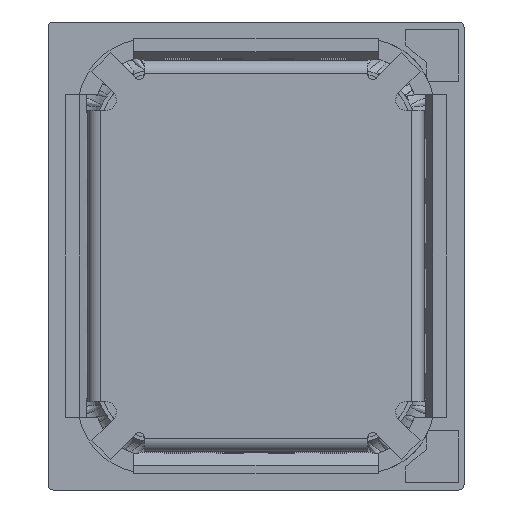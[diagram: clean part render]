
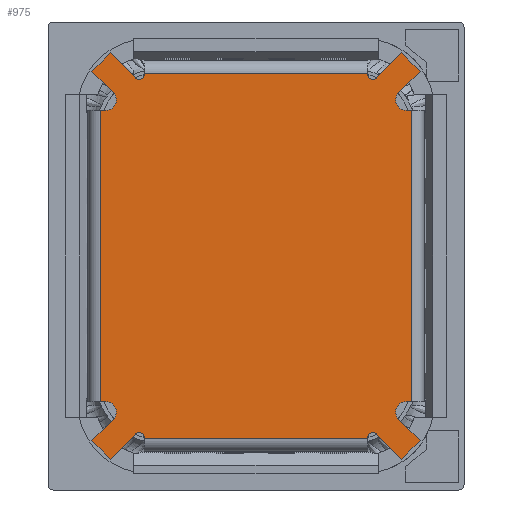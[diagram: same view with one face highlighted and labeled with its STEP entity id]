
A CAD part, front view. The second image highlights one B-rep face of the part: STEP entity #975.
In plain terms, the highlighted planar face has unit normal (0, -1, 0).
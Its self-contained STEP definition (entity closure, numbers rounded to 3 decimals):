
#975=ADVANCED_FACE('',(#1626),#1361,.F.);
#1361=PLANE('',#9316);
#1626=FACE_OUTER_BOUND('',#2036,.T.);
#2036=EDGE_LOOP('',(#3777,#3778,#3779,#3780,#3781,#3782,#3783,#3784,#3785,
#3786,#3787,#3788,#3789,#3790,#3791,#3792,#3793,#3794,#3795,#3796,#3797,
#3798,#3799,#3800,#3801,#3802,#3803,#3804,#3805,#3806,#3807,#3808));
#2462=CIRCLE('',#9308,0.2);
#2463=CIRCLE('',#9309,0.2);
#2464=CIRCLE('',#9310,0.4);
#2465=CIRCLE('',#9311,0.4);
#2466=CIRCLE('',#9312,0.2);
#2467=CIRCLE('',#9313,0.2);
#2468=CIRCLE('',#9314,0.4);
#2469=CIRCLE('',#9315,0.4);
#3777=ORIENTED_EDGE('',*,*,#6903,.F.);
#3778=ORIENTED_EDGE('',*,*,#6904,.F.);
#3779=ORIENTED_EDGE('',*,*,#6905,.F.);
#3780=ORIENTED_EDGE('',*,*,#6906,.T.);
#3781=ORIENTED_EDGE('',*,*,#6278,.F.);
#3782=ORIENTED_EDGE('',*,*,#6907,.T.);
#3783=ORIENTED_EDGE('',*,*,#6284,.F.);
#3784=ORIENTED_EDGE('',*,*,#6908,.T.);
#3785=ORIENTED_EDGE('',*,*,#6909,.F.);
#3786=ORIENTED_EDGE('',*,*,#6910,.F.);
#3787=ORIENTED_EDGE('',*,*,#6911,.F.);
#3788=ORIENTED_EDGE('',*,*,#6912,.T.);
#3789=ORIENTED_EDGE('',*,*,#6913,.F.);
#3790=ORIENTED_EDGE('',*,*,#6914,.T.);
#3791=ORIENTED_EDGE('',*,*,#6875,.T.);
#3792=ORIENTED_EDGE('',*,*,#6915,.T.);
#3793=ORIENTED_EDGE('',*,*,#6901,.F.);
#3794=ORIENTED_EDGE('',*,*,#6888,.F.);
#3795=ORIENTED_EDGE('',*,*,#6900,.F.);
#3796=ORIENTED_EDGE('',*,*,#6916,.T.);
#3797=ORIENTED_EDGE('',*,*,#6292,.F.);
#3798=ORIENTED_EDGE('',*,*,#6917,.T.);
#3799=ORIENTED_EDGE('',*,*,#6863,.F.);
#3800=ORIENTED_EDGE('',*,*,#6918,.T.);
#3801=ORIENTED_EDGE('',*,*,#6896,.F.);
#3802=ORIENTED_EDGE('',*,*,#6893,.F.);
#3803=ORIENTED_EDGE('',*,*,#6895,.F.);
#3804=ORIENTED_EDGE('',*,*,#6919,.T.);
#3805=ORIENTED_EDGE('',*,*,#6873,.T.);
#3806=ORIENTED_EDGE('',*,*,#6920,.T.);
#3807=ORIENTED_EDGE('',*,*,#6921,.F.);
#3808=ORIENTED_EDGE('',*,*,#6922,.T.);
#5251=VERTEX_POINT('',#11312);
#5252=VERTEX_POINT('',#11314);
#5256=VERTEX_POINT('',#11324);
#5257=VERTEX_POINT('',#11326);
#5264=VERTEX_POINT('',#11341);
#5265=VERTEX_POINT('',#11343);
#5648=VERTEX_POINT('',#12470);
#5649=VERTEX_POINT('',#12472);
#5655=VERTEX_POINT('',#12489);
#5656=VERTEX_POINT('',#12491);
#5657=VERTEX_POINT('',#12495);
#5658=VERTEX_POINT('',#12496);
#5664=VERTEX_POINT('',#12519);
#5665=VERTEX_POINT('',#12520);
#5666=VERTEX_POINT('',#12525);
#5667=VERTEX_POINT('',#12527);
#5668=VERTEX_POINT('',#12531);
#5669=VERTEX_POINT('',#12535);
#5670=VERTEX_POINT('',#12541);
#5671=VERTEX_POINT('',#12545);
#5672=VERTEX_POINT('',#12549);
#5673=VERTEX_POINT('',#12550);
#5674=VERTEX_POINT('',#12552);
#5675=VERTEX_POINT('',#12554);
#5676=VERTEX_POINT('',#12558);
#5677=VERTEX_POINT('',#12560);
#5678=VERTEX_POINT('',#12562);
#5679=VERTEX_POINT('',#12564);
#5680=VERTEX_POINT('',#12566);
#5681=VERTEX_POINT('',#12568);
#5682=VERTEX_POINT('',#12576);
#5683=VERTEX_POINT('',#12578);
#6278=EDGE_CURVE('',#5251,#5252,#7579,.T.);
#6284=EDGE_CURVE('',#5256,#5257,#7585,.T.);
#6292=EDGE_CURVE('',#5264,#5265,#7591,.T.);
#6863=EDGE_CURVE('',#5648,#5649,#8098,.T.);
#6873=EDGE_CURVE('',#5656,#5655,#8104,.T.);
#6875=EDGE_CURVE('',#5657,#5658,#8106,.T.);
#6888=EDGE_CURVE('',#5664,#5665,#8116,.T.);
#6893=EDGE_CURVE('',#5667,#5666,#8121,.T.);
#6895=EDGE_CURVE('',#5668,#5667,#8123,.T.);
#6896=EDGE_CURVE('',#5666,#5669,#8124,.T.);
#6900=EDGE_CURVE('',#5670,#5664,#8128,.T.);
#6901=EDGE_CURVE('',#5665,#5671,#8129,.T.);
#6903=EDGE_CURVE('',#5672,#5673,#8131,.T.);
#6904=EDGE_CURVE('',#5674,#5672,#8132,.T.);
#6905=EDGE_CURVE('',#5675,#5674,#8133,.T.);
#6906=EDGE_CURVE('',#5675,#5252,#2462,.T.);
#6907=EDGE_CURVE('',#5251,#5257,#8134,.T.);
#6908=EDGE_CURVE('',#5256,#5676,#2463,.T.);
#6909=EDGE_CURVE('',#5677,#5676,#8135,.T.);
#6910=EDGE_CURVE('',#5678,#5677,#8136,.T.);
#6911=EDGE_CURVE('',#5679,#5678,#8137,.T.);
#6912=EDGE_CURVE('',#5679,#5680,#2464,.T.);
#6913=EDGE_CURVE('',#5681,#5680,#8138,.T.);
#6914=EDGE_CURVE('',#5681,#5657,#8139,.T.);
#6915=EDGE_CURVE('',#5658,#5671,#2465,.T.);
#6916=EDGE_CURVE('',#5670,#5265,#2466,.T.);
#6917=EDGE_CURVE('',#5264,#5649,#8140,.T.);
#6918=EDGE_CURVE('',#5648,#5669,#2467,.T.);
#6919=EDGE_CURVE('',#5668,#5656,#2468,.T.);
#6920=EDGE_CURVE('',#5655,#5682,#8141,.T.);
#6921=EDGE_CURVE('',#5683,#5682,#8142,.T.);
#6922=EDGE_CURVE('',#5683,#5673,#2469,.T.);
#7579=LINE('',#11313,#8317);
#7585=LINE('',#11325,#8323);
#7591=LINE('',#11342,#8329);
#8098=LINE('',#12471,#8836);
#8104=LINE('',#12490,#8842);
#8106=LINE('',#12494,#8844);
#8116=LINE('',#12518,#8854);
#8121=LINE('',#12528,#8859);
#8123=LINE('',#12532,#8861);
#8124=LINE('',#12534,#8862);
#8128=LINE('',#12542,#8866);
#8129=LINE('',#12544,#8867);
#8131=LINE('',#12548,#8869);
#8132=LINE('',#12551,#8870);
#8133=LINE('',#12553,#8871);
#8134=LINE('',#12556,#8872);
#8135=LINE('',#12559,#8873);
#8136=LINE('',#12561,#8874);
#8137=LINE('',#12563,#8875);
#8138=LINE('',#12567,#8876);
#8139=LINE('',#12569,#8877);
#8140=LINE('',#12572,#8878);
#8141=LINE('',#12575,#8879);
#8142=LINE('',#12577,#8880);
#8317=VECTOR('',#9604,1.);
#8323=VECTOR('',#9612,1.);
#8329=VECTOR('',#9624,1.);
#8836=VECTOR('',#10607,1.);
#8842=VECTOR('',#10625,1.);
#8844=VECTOR('',#10629,1.);
#8854=VECTOR('',#10653,1.);
#8859=VECTOR('',#10660,1.);
#8861=VECTOR('',#10664,1.);
#8862=VECTOR('',#10667,1.);
#8866=VECTOR('',#10675,1.);
#8867=VECTOR('',#10678,1.);
#8869=VECTOR('',#10682,1.);
#8870=VECTOR('',#10683,1.);
#8871=VECTOR('',#10684,1.);
#8872=VECTOR('',#10687,1.);
#8873=VECTOR('',#10690,1.);
#8874=VECTOR('',#10691,1.);
#8875=VECTOR('',#10692,1.);
#8876=VECTOR('',#10695,1.);
#8877=VECTOR('',#10696,1.);
#8878=VECTOR('',#10701,1.);
#8879=VECTOR('',#10706,1.);
#8880=VECTOR('',#10707,1.);
#9308=AXIS2_PLACEMENT_3D('',#12555,#10685,#10686);
#9309=AXIS2_PLACEMENT_3D('',#12557,#10688,#10689);
#9310=AXIS2_PLACEMENT_3D('',#12565,#10693,#10694);
#9311=AXIS2_PLACEMENT_3D('',#12570,#10697,#10698);
#9312=AXIS2_PLACEMENT_3D('',#12571,#10699,#10700);
#9313=AXIS2_PLACEMENT_3D('',#12573,#10702,#10703);
#9314=AXIS2_PLACEMENT_3D('',#12574,#10704,#10705);
#9315=AXIS2_PLACEMENT_3D('',#12579,#10708,#10709);
#9316=AXIS2_PLACEMENT_3D('',#12580,#10710,#10711);
#9604=DIRECTION('',(0.,0.,-1.));
#9612=DIRECTION('',(0.,0.,1.));
#9624=DIRECTION('',(0.,0.,1.));
#10607=DIRECTION('',(0.,0.,-1.));
#10625=DIRECTION('',(1.,0.,0.));
#10629=DIRECTION('',(1.,0.,0.));
#10653=DIRECTION('',(-0.707,0.,0.707));
#10660=DIRECTION('',(-0.707,0.,-0.707));
#10664=DIRECTION('',(0.707,0.,-0.707));
#10667=DIRECTION('',(-0.707,0.,0.707));
#10675=DIRECTION('',(-0.707,0.,-0.707));
#10678=DIRECTION('',(0.707,0.,0.707));
#10682=DIRECTION('',(-0.707,0.,-0.707));
#10683=DIRECTION('',(0.707,0.,-0.707));
#10684=DIRECTION('',(0.707,0.,0.707));
#10685=DIRECTION('',(0.,1.,0.));
#10686=DIRECTION('',(0.,0.,1.));
#10687=DIRECTION('',(-1.,0.,0.));
#10688=DIRECTION('',(0.,1.,0.));
#10689=DIRECTION('',(0.,0.,1.));
#10690=DIRECTION('',(0.707,0.,-0.707));
#10691=DIRECTION('',(0.707,0.,0.707));
#10692=DIRECTION('',(-0.707,0.,0.707));
#10693=DIRECTION('',(0.,1.,0.));
#10694=DIRECTION('',(0.,0.,1.));
#10695=DIRECTION('',(1.,0.,0.));
#10696=DIRECTION('',(0.,0.,-1.));
#10697=DIRECTION('',(0.,1.,0.));
#10698=DIRECTION('',(0.,0.,1.));
#10699=DIRECTION('',(0.,1.,0.));
#10700=DIRECTION('',(0.,0.,1.));
#10701=DIRECTION('',(1.,0.,0.));
#10702=DIRECTION('',(0.,1.,0.));
#10703=DIRECTION('',(0.,0.,1.));
#10704=DIRECTION('',(0.,1.,0.));
#10705=DIRECTION('',(0.,0.,1.));
#10706=DIRECTION('',(0.,0.,1.));
#10707=DIRECTION('',(1.,0.,0.));
#10708=DIRECTION('',(0.,1.,0.));
#10709=DIRECTION('',(0.,0.,1.));
#10710=DIRECTION('',(0.,1.,0.));
#10711=DIRECTION('',(1.,0.,0.));
#11312=CARTESIAN_POINT('',(4.3,-0.5,7.02));
#11313=CARTESIAN_POINT('',(4.3,-0.5,0.45));
#11314=CARTESIAN_POINT('',(4.3,-0.5,6.99));
#11324=CARTESIAN_POINT('',(-4.3,-0.5,6.99));
#11325=CARTESIAN_POINT('',(-4.3,-0.5,7.97));
#11326=CARTESIAN_POINT('',(-4.3,-0.5,7.02));
#11341=CARTESIAN_POINT('',(-4.3,-0.5,-7.02));
#11342=CARTESIAN_POINT('',(-4.3,-0.5,-7.199));
#11343=CARTESIAN_POINT('',(-4.3,-0.5,-6.99));
#12470=CARTESIAN_POINT('',(4.3,-0.5,-6.99));
#12471=CARTESIAN_POINT('',(4.3,-0.5,0.45));
#12472=CARTESIAN_POINT('',(4.3,-0.5,-7.02));
#12489=CARTESIAN_POINT('',(5.97,-0.5,-5.6));
#12490=CARTESIAN_POINT('',(-5.95,-0.5,-5.6));
#12491=CARTESIAN_POINT('',(5.773,-0.5,-5.6));
#12494=CARTESIAN_POINT('',(-5.95,-0.5,-5.6));
#12495=CARTESIAN_POINT('',(-5.97,-0.5,-5.6));
#12496=CARTESIAN_POINT('',(-5.773,-0.5,-5.6));
#12518=CARTESIAN_POINT('',(-6.207,-0.5,-7.212));
#12519=CARTESIAN_POINT('',(-5.606,-0.5,-7.813));
#12520=CARTESIAN_POINT('',(-6.313,-0.5,-7.106));
#12525=CARTESIAN_POINT('',(5.606,-0.5,-7.813));
#12527=CARTESIAN_POINT('',(6.313,-0.5,-7.106));
#12528=CARTESIAN_POINT('',(3.96,-0.5,-9.46));
#12531=CARTESIAN_POINT('',(5.49,-0.5,-6.283));
#12532=CARTESIAN_POINT('',(-3.596,-0.5,2.804));
#12534=CARTESIAN_POINT('',(4.921,-0.5,-7.128));
#12535=CARTESIAN_POINT('',(4.641,-0.5,-6.849));
#12541=CARTESIAN_POINT('',(-4.641,-0.5,-6.849));
#12542=CARTESIAN_POINT('',(-5.606,-0.5,-7.813));
#12544=CARTESIAN_POINT('',(-5.628,-0.5,-6.421));
#12545=CARTESIAN_POINT('',(-5.49,-0.5,-6.283));
#12548=CARTESIAN_POINT('',(5.628,-0.5,6.421));
#12549=CARTESIAN_POINT('',(6.313,-0.5,7.106));
#12550=CARTESIAN_POINT('',(5.49,-0.5,6.283));
#12551=CARTESIAN_POINT('',(3.51,-0.5,9.91));
#12552=CARTESIAN_POINT('',(5.606,-0.5,7.813));
#12553=CARTESIAN_POINT('',(-3.854,-0.5,-1.646));
#12554=CARTESIAN_POINT('',(4.641,-0.5,6.849));
#12555=CARTESIAN_POINT('',(4.5,-0.5,6.99));
#12556=CARTESIAN_POINT('',(-4.3,-0.5,7.02));
#12557=CARTESIAN_POINT('',(-4.5,-0.5,6.99));
#12558=CARTESIAN_POINT('',(-4.641,-0.5,6.849));
#12559=CARTESIAN_POINT('',(-2.096,-0.5,4.304));
#12560=CARTESIAN_POINT('',(-5.606,-0.5,7.813));
#12561=CARTESIAN_POINT('',(-5.712,-0.5,7.707));
#12562=CARTESIAN_POINT('',(-6.313,-0.5,7.106));
#12563=CARTESIAN_POINT('',(-6.313,-0.5,7.106));
#12564=CARTESIAN_POINT('',(-5.49,-0.5,6.283));
#12565=CARTESIAN_POINT('',(-5.773,-0.5,6.));
#12566=CARTESIAN_POINT('',(-5.773,-0.5,5.6));
#12567=CARTESIAN_POINT('',(-5.95,-0.5,5.6));
#12568=CARTESIAN_POINT('',(-5.97,-0.5,5.6));
#12569=CARTESIAN_POINT('',(-5.97,-0.5,0.45));
#12570=CARTESIAN_POINT('',(-5.773,-0.5,-6.));
#12571=CARTESIAN_POINT('',(-4.5,-0.5,-6.99));
#12572=CARTESIAN_POINT('',(-5.95,-0.5,-7.02));
#12573=CARTESIAN_POINT('',(4.5,-0.5,-6.99));
#12574=CARTESIAN_POINT('',(5.773,-0.5,-6.));
#12575=CARTESIAN_POINT('',(5.97,-0.5,5.6));
#12576=CARTESIAN_POINT('',(5.97,-0.5,5.6));
#12577=CARTESIAN_POINT('',(-5.95,-0.5,5.6));
#12578=CARTESIAN_POINT('',(5.773,-0.5,5.6));
#12579=CARTESIAN_POINT('',(5.773,-0.5,6.));
#12580=CARTESIAN_POINT('',(-5.95,-0.5,0.45));
